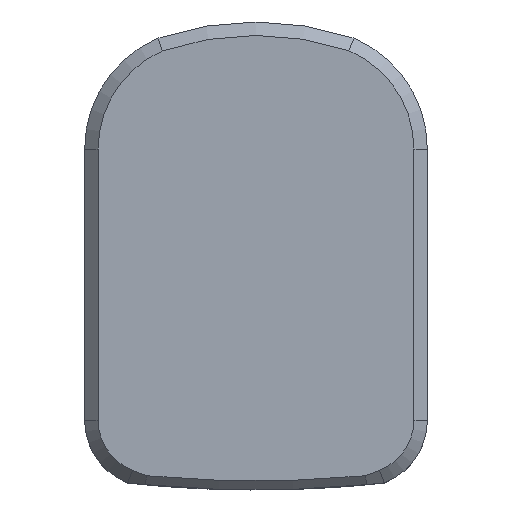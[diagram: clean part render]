
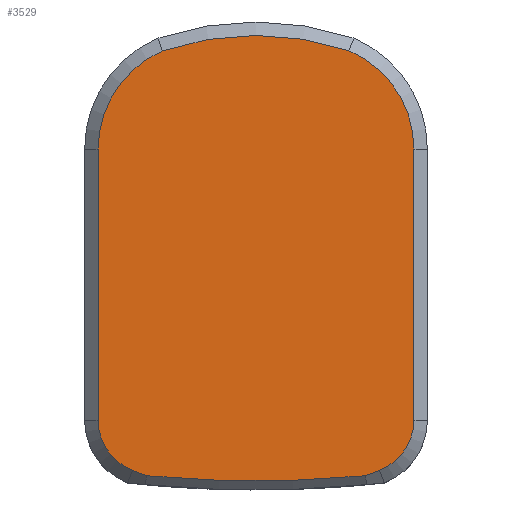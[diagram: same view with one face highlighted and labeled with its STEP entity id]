
A CAD part, top view. The second image highlights one B-rep face of the part: STEP entity #3529.
In plain terms, the highlighted planar face has unit normal (0, 0, 1).
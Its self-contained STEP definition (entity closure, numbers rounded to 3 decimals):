
#3143 = VERTEX_POINT('',#3144);
#3144 = CARTESIAN_POINT('',(27.558,5.3,33.));
#3149 = EDGE_CURVE('',#3143,#3150,#3152,.T.);
#3150 = VERTEX_POINT('',#3151);
#3151 = CARTESIAN_POINT('',(35.25,16.5,33.));
#3152 = CIRCLE('',#3153,12.);
#3153 = AXIS2_PLACEMENT_3D('',#3154,#3155,#3156);
#3154 = CARTESIAN_POINT('',(23.25,16.5,33.));
#3155 = DIRECTION('',(-0.,0.,1.));
#3156 = DIRECTION('',(0.359,-0.933,0.));
#3174 = EDGE_CURVE('',#3150,#3175,#3177,.T.);
#3175 = VERTEX_POINT('',#3176);
#3176 = CARTESIAN_POINT('',(35.25,77.,33.));
#3177 = LINE('',#3178,#3179);
#3178 = CARTESIAN_POINT('',(35.25,16.5,33.));
#3179 = VECTOR('',#3180,1.);
#3180 = DIRECTION('',(0.,1.,0.));
#3198 = VERTEX_POINT('',#3199);
#3199 = CARTESIAN_POINT('',(-24.364,4.071,33.));
#3207 = EDGE_CURVE('',#3198,#3208,#3210,.T.);
#3208 = VERTEX_POINT('',#3209);
#3209 = CARTESIAN_POINT('',(24.364,4.071,33.));
#3210 = CIRCLE('',#3211,258.);
#3211 = AXIS2_PLACEMENT_3D('',#3212,#3213,#3214);
#3212 = CARTESIAN_POINT('',(0.,260.918,33.));
#3213 = DIRECTION('',(0.,0.,1.));
#3214 = DIRECTION('',(-0.068,-0.998,0.));
#3233 = EDGE_CURVE('',#3234,#3198,#3236,.T.);
#3234 = VERTEX_POINT('',#3235);
#3235 = CARTESIAN_POINT('',(-27.558,5.3,33.));
#3236 = B_SPLINE_CURVE_WITH_KNOTS('',1,(#3237,#3238),.UNSPECIFIED.,.F.,
  .F.,(2,2),(264.505,275.022),.PIECEWISE_BEZIER_KNOTS.);
#3237 = CARTESIAN_POINT('',(-27.558,5.3,33.));
#3238 = CARTESIAN_POINT('',(-17.743,1.524,33.));
#3267 = EDGE_CURVE('',#3208,#3143,#3268,.T.);
#3268 = B_SPLINE_CURVE_WITH_KNOTS('',1,(#3269,#3270),.UNSPECIFIED.,.F.,
  .F.,(2,2),(-10.517,0.),.PIECEWISE_BEZIER_KNOTS.);
#3269 = CARTESIAN_POINT('',(17.743,1.524,33.));
#3270 = CARTESIAN_POINT('',(27.558,5.3,33.));
#3284 = EDGE_CURVE('',#3175,#3285,#3287,.T.);
#3285 = VERTEX_POINT('',#3286);
#3286 = CARTESIAN_POINT('',(20.703,98.977,33.));
#3287 = CIRCLE('',#3288,23.875);
#3288 = AXIS2_PLACEMENT_3D('',#3289,#3290,#3291);
#3289 = CARTESIAN_POINT('',(11.375,77.,33.));
#3290 = DIRECTION('',(0.,0.,1.));
#3291 = DIRECTION('',(1.,0.,0.));
#3309 = EDGE_CURVE('',#3285,#3310,#3312,.T.);
#3310 = VERTEX_POINT('',#3311);
#3311 = CARTESIAN_POINT('',(-20.91,98.898,33.));
#3312 = CIRCLE('',#3313,65.);
#3313 = AXIS2_PLACEMENT_3D('',#3314,#3315,#3316);
#3314 = CARTESIAN_POINT('',(0.,37.354,33.));
#3315 = DIRECTION('',(0.,-0.,1.));
#3316 = DIRECTION('',(0.322,0.947,0.));
#3359 = EDGE_CURVE('',#3310,#3360,#3362,.T.);
#3360 = VERTEX_POINT('',#3361);
#3361 = CARTESIAN_POINT('',(-35.25,77.,33.));
#3362 = CIRCLE('',#3363,23.875);
#3363 = AXIS2_PLACEMENT_3D('',#3364,#3365,#3366);
#3364 = CARTESIAN_POINT('',(-11.375,77.,33.));
#3365 = DIRECTION('',(0.,0.,1.));
#3366 = DIRECTION('',(-0.391,0.921,0.));
#3384 = EDGE_CURVE('',#3360,#3385,#3387,.T.);
#3385 = VERTEX_POINT('',#3386);
#3386 = CARTESIAN_POINT('',(-35.25,16.5,33.));
#3387 = LINE('',#3388,#3389);
#3388 = CARTESIAN_POINT('',(-35.25,77.,33.));
#3389 = VECTOR('',#3390,1.);
#3390 = DIRECTION('',(0.,-1.,0.));
#3410 = EDGE_CURVE('',#3385,#3234,#3411,.T.);
#3411 = CIRCLE('',#3412,12.);
#3412 = AXIS2_PLACEMENT_3D('',#3413,#3414,#3415);
#3413 = CARTESIAN_POINT('',(-23.25,16.5,33.));
#3414 = DIRECTION('',(0.,0.,1.));
#3415 = DIRECTION('',(-1.,0.,0.));
#3529 = ADVANCED_FACE('',(#3530),#3542,.T.);
#3530 = FACE_BOUND('',#3531,.T.);
#3531 = EDGE_LOOP('',(#3532,#3533,#3534,#3535,#3536,#3537,#3538,#3539,
    #3540,#3541));
#3532 = ORIENTED_EDGE('',*,*,#3233,.T.);
#3533 = ORIENTED_EDGE('',*,*,#3207,.T.);
#3534 = ORIENTED_EDGE('',*,*,#3267,.T.);
#3535 = ORIENTED_EDGE('',*,*,#3149,.T.);
#3536 = ORIENTED_EDGE('',*,*,#3174,.T.);
#3537 = ORIENTED_EDGE('',*,*,#3284,.T.);
#3538 = ORIENTED_EDGE('',*,*,#3309,.T.);
#3539 = ORIENTED_EDGE('',*,*,#3359,.T.);
#3540 = ORIENTED_EDGE('',*,*,#3384,.T.);
#3541 = ORIENTED_EDGE('',*,*,#3410,.T.);
#3542 = PLANE('',#3543);
#3543 = AXIS2_PLACEMENT_3D('',#3544,#3545,#3546);
#3544 = CARTESIAN_POINT('',(0.,50.898,33.));
#3545 = DIRECTION('',(0.,0.,1.));
#3546 = DIRECTION('',(1.,0.,0.));
